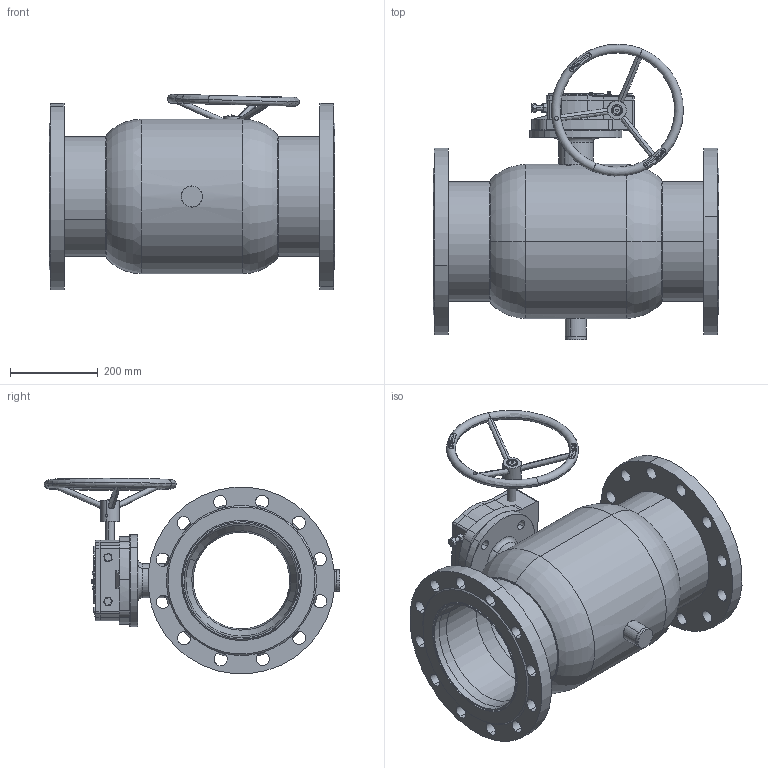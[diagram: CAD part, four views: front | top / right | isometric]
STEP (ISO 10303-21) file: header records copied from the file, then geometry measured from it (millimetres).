
FILE_DESCRIPTION (( 'STEP AP214' ), '1' );
FILE_NAME ('DN250涡轮法兰球阀PN25.STEP', '2023-10-09T01:50:28', ( '' ), ( '' ), 'SwSTEP 2.0', 'SolidWorks 2019', '' );
FILE_SCHEMA (( 'AUTOMOTIVE_DESIGN' ));
Length unit declared in the file: millimetre
Products named in the file (28): 癹弇蹟佪; Q61F-250-1概极樓馱; Q61F-250-4傻諉; 蹟佪; Q61F-250-5粣杶; Q61F-250-3概裝; 忒謫; 眊极; 錨璃4; 癹弇蹟譫; 200-300瑩; 梓齪; 恘裝; 錨璃; Q61F-250-19苤粣杶; 錨璃6; DN250涡轮法兰球阀PN25; 250楊擘2.5; 恘謫; 硌尨齪; 蹟佪4; 眊裔; 癹弇結輸; 錨璃5; Q61F-250-22狟揤裔; 250恘謫; 胶圈; 蹟佪5
Assembly tree (40 placements, depth 3):
  DN250涡轮法兰球阀PN25
    Q61F-250-1概极樓馱
    Q61F-250-5粣杶
    Q61F-250-3概裝
    Q61F-250-19苤粣杶
    Q61F-250-22狟揤裔
    Q61F-250-4傻諉  x2
    200-300瑩
    250恘謫
      眊极
      眊裔
      恘裝
      忒謫
      梓齪
      蹟佪  x6
      錨璃4
      恘謫
      胶圈  x2
      蹟佪5  x2
      錨璃
      錨璃5
      錨璃6
      癹弇蹟佪  x2
      癹弇蹟譫  x2
      蹟佪4  x2
      硌尨齪
      癹弇結輸  x2
    250楊擘2.5  x2
Bounding box: 650 x 671.79 x 443.94 mm (x, y, z)
Volume: 15655470.6 mm3; surface area: 2705984.9 mm2
Topology: 41 solids, 41 shells, 3965 faces, 10527 edges, 6943 vertices
Faces by surface type: plane 2513, bspline 804, cylinder 552, cone 52, torus 44
Entity records: 166354 total; most frequent: CARTESIAN_POINT 73588, ORIENTED_EDGE 20070, DIRECTION 15303, EDGE_CURVE 10035, VECTOR 7331, LINE 7331, VERTEX_POINT 6639, EDGE_LOOP 4160
